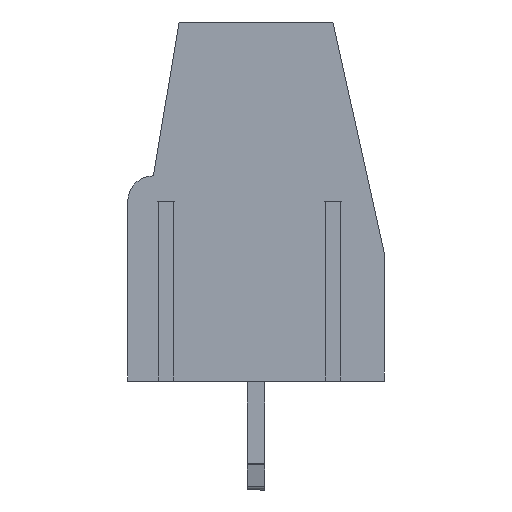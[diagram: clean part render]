
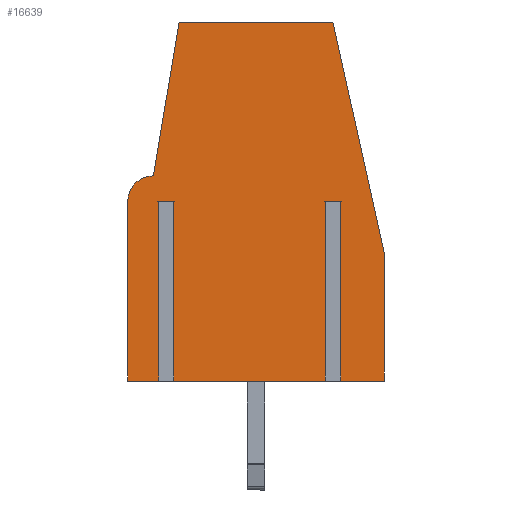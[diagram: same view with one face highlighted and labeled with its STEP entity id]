
A CAD part, left-side view. The second image highlights one B-rep face of the part: STEP entity #16639.
In plain terms, the highlighted face is planar.
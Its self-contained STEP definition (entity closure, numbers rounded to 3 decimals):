
#810=CIRCLE('',#19194,1.);
#2180=FACE_OUTER_BOUND('',#2859,.T.);
#2859=EDGE_LOOP('',(#15271,#15272,#15273,#15274,#15275,#15276,#15277,#15278,
#15279,#15280,#15281,#15282,#15283,#15284,#15285));
#4777=LINE('',#39301,#6788);
#4782=LINE('',#39312,#6793);
#4784=LINE('',#39315,#6795);
#4790=LINE('',#39329,#6801);
#4794=LINE('',#39336,#6805);
#4795=LINE('',#39338,#6806);
#4798=LINE('',#39344,#6809);
#4799=LINE('',#39345,#6810);
#4800=LINE('',#39346,#6811);
#4821=LINE('',#39389,#6832);
#4822=LINE('',#39391,#6833);
#4823=LINE('',#39393,#6834);
#4824=LINE('',#39395,#6835);
#4825=LINE('',#39398,#6836);
#6788=VECTOR('',#23617,10.);
#6793=VECTOR('',#23626,10.);
#6795=VECTOR('',#23630,10.);
#6801=VECTOR('',#23640,10.);
#6805=VECTOR('',#23646,10.);
#6806=VECTOR('',#23649,10.);
#6809=VECTOR('',#23654,10.);
#6810=VECTOR('',#23655,10.);
#6811=VECTOR('',#23656,10.);
#6832=VECTOR('',#23679,10.);
#6833=VECTOR('',#23680,10.);
#6834=VECTOR('',#23681,10.);
#6835=VECTOR('',#23682,10.);
#6836=VECTOR('',#23685,10.);
#9334=VERTEX_POINT('',#39295);
#9336=VERTEX_POINT('',#39299);
#9339=VERTEX_POINT('',#39309);
#9340=VERTEX_POINT('',#39311);
#9345=VERTEX_POINT('',#39326);
#9346=VERTEX_POINT('',#39328);
#9347=VERTEX_POINT('',#39332);
#9348=VERTEX_POINT('',#39334);
#9349=VERTEX_POINT('',#39340);
#9350=VERTEX_POINT('',#39342);
#9371=VERTEX_POINT('',#39388);
#9372=VERTEX_POINT('',#39390);
#9373=VERTEX_POINT('',#39392);
#9374=VERTEX_POINT('',#39394);
#9375=VERTEX_POINT('',#39396);
#12008=EDGE_CURVE('',#9334,#9336,#4777,.T.);
#12013=EDGE_CURVE('',#9340,#9339,#4782,.T.);
#12015=EDGE_CURVE('',#9336,#9340,#4784,.T.);
#12021=EDGE_CURVE('',#9346,#9345,#4790,.T.);
#12025=EDGE_CURVE('',#9347,#9348,#4794,.T.);
#12026=EDGE_CURVE('',#9348,#9346,#4795,.T.);
#12029=EDGE_CURVE('',#9345,#9350,#4798,.T.);
#12030=EDGE_CURVE('',#9339,#9347,#4799,.T.);
#12031=EDGE_CURVE('',#9349,#9334,#4800,.T.);
#12052=EDGE_CURVE('',#9350,#9371,#4821,.T.);
#12053=EDGE_CURVE('',#9371,#9372,#4822,.T.);
#12054=EDGE_CURVE('',#9372,#9373,#4823,.T.);
#12055=EDGE_CURVE('',#9373,#9374,#4824,.T.);
#12056=EDGE_CURVE('',#9374,#9375,#810,.T.);
#12057=EDGE_CURVE('',#9375,#9349,#4825,.T.);
#15271=ORIENTED_EDGE('',*,*,#12013,.T.);
#15272=ORIENTED_EDGE('',*,*,#12030,.T.);
#15273=ORIENTED_EDGE('',*,*,#12025,.T.);
#15274=ORIENTED_EDGE('',*,*,#12026,.T.);
#15275=ORIENTED_EDGE('',*,*,#12021,.T.);
#15276=ORIENTED_EDGE('',*,*,#12029,.T.);
#15277=ORIENTED_EDGE('',*,*,#12052,.T.);
#15278=ORIENTED_EDGE('',*,*,#12053,.T.);
#15279=ORIENTED_EDGE('',*,*,#12054,.T.);
#15280=ORIENTED_EDGE('',*,*,#12055,.T.);
#15281=ORIENTED_EDGE('',*,*,#12056,.T.);
#15282=ORIENTED_EDGE('',*,*,#12057,.T.);
#15283=ORIENTED_EDGE('',*,*,#12031,.T.);
#15284=ORIENTED_EDGE('',*,*,#12008,.T.);
#15285=ORIENTED_EDGE('',*,*,#12015,.T.);
#15992=PLANE('',#19193);
#16639=ADVANCED_FACE('',(#2180),#15992,.F.);
#19193=AXIS2_PLACEMENT_3D('',#39387,#23677,#23678);
#19194=AXIS2_PLACEMENT_3D('',#39397,#23683,#23684);
#23617=DIRECTION('',(0.,1.,0.));
#23626=DIRECTION('',(0.,-1.,0.));
#23630=DIRECTION('',(-1.,0.,0.));
#23640=DIRECTION('',(0.,-1.,0.));
#23646=DIRECTION('',(0.,1.,0.));
#23649=DIRECTION('',(-1.,0.,0.));
#23654=DIRECTION('',(-1.,0.,0.));
#23655=DIRECTION('',(-1.,0.,0.));
#23656=DIRECTION('',(-1.,0.,0.));
#23677=DIRECTION('center_axis',(0.,0.,
1.));
#23678=DIRECTION('ref_axis',(1.,0.,0.));
#23679=DIRECTION('',(0.,1.,0.));
#23680=DIRECTION('',(0.217,0.976,0.));
#23681=DIRECTION('',(1.,0.,0.));
#23682=DIRECTION('',(0.164,-0.986,0.));
#23683=DIRECTION('center_axis',(0.,0.,
-1.));
#23684=DIRECTION('ref_axis',(1.,0.,0.));
#23685=DIRECTION('',(0.,-1.,0.));
#39295=CARTESIAN_POINT('',(8.8,0.,4.96));
#39299=CARTESIAN_POINT('',(8.8,7.,4.96));
#39301=CARTESIAN_POINT('',(8.8,2.75,4.96));
#39309=CARTESIAN_POINT('',(8.2,0.,4.96));
#39311=CARTESIAN_POINT('',(8.2,7.,4.96));
#39312=CARTESIAN_POINT('',(8.2,2.75,4.96));
#39315=CARTESIAN_POINT('',(5.,7.,4.96));
#39326=CARTESIAN_POINT('',(1.7,0.,4.96));
#39328=CARTESIAN_POINT('',(1.7,7.,4.96));
#39329=CARTESIAN_POINT('',(1.7,2.75,4.96));
#39332=CARTESIAN_POINT('',(2.3,0.,4.96));
#39334=CARTESIAN_POINT('',(2.3,7.,4.96));
#39336=CARTESIAN_POINT('',(2.3,2.75,4.96));
#39338=CARTESIAN_POINT('',(5.,7.,4.96));
#39340=CARTESIAN_POINT('',(10.,0.,4.96));
#39342=CARTESIAN_POINT('',(0.,0.,4.96));
#39344=CARTESIAN_POINT('',(2.75,0.,4.96));
#39345=CARTESIAN_POINT('',(2.75,0.,4.96));
#39346=CARTESIAN_POINT('',(2.75,0.,4.96));
#39387=CARTESIAN_POINT('Origin',(5.5,5.5,4.96));
#39388=CARTESIAN_POINT('',(0.,5.,4.96));
#39389=CARTESIAN_POINT('',(0.,5.25,4.96));
#39390=CARTESIAN_POINT('',(2.,14.,4.96));
#39391=CARTESIAN_POINT('',(1.182,10.321,4.96));
#39392=CARTESIAN_POINT('',(8.,14.,4.96));
#39393=CARTESIAN_POINT('',(6.75,14.,4.96));
#39394=CARTESIAN_POINT('',(9.,8.,4.96));
#39395=CARTESIAN_POINT('',(9.155,7.068,4.96));
#39396=CARTESIAN_POINT('',(10.,7.,4.96));
#39397=CARTESIAN_POINT('Origin',(9.,7.,4.96));
#39398=CARTESIAN_POINT('',(10.,2.75,4.96));
